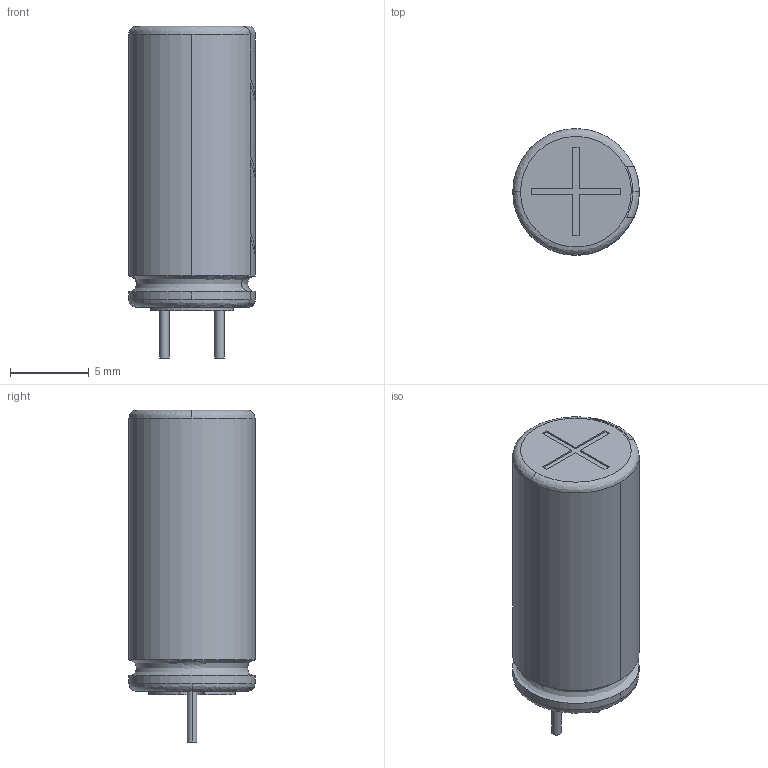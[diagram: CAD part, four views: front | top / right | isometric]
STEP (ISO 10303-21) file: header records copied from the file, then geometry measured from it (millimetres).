
FILE_DESCRIPTION(('FreeCAD Model'),'2;1');
FILE_NAME('Open CASCADE Shape Model','2025-04-20T21:55:59',(''),(''), 'Open CASCADE STEP processor 7.7','FreeCAD','Unknown');
FILE_SCHEMA(('AUTOMOTIVE_DESIGN { 1 0 10303 214 1 1 1 1 }'));
Length unit declared in the file: millimetre
Products named in the file (2): User Library-CAPAER_D080_L180_P035_W006X030; CAPAER_D080_L180_P035_W006X030
Assembly tree (1 placements, depth 2):
  User Library-CAPAER_D080_L180_P035_W006X030
    CAPAER_D080_L180_P035_W006X030
Bounding box: 8.01 x 8 x 21.01 mm (x, y, z)
Volume: 887 mm3; surface area: 574.8 mm2
Topology: 1 solids, 1 shells, 93 faces, 241 edges, 160 vertices
Faces by surface type: plane 49, cylinder 31, bspline 11, cone 2
Entity records: 9337 total; most frequent: CARTESIAN_POINT 4275, DIRECTION 738, ORIENTED_EDGE 482, PCURVE 482, DEFINITIONAL_REPRESENTATION 482, LINE 442, VECTOR 442, EDGE_CURVE 241
